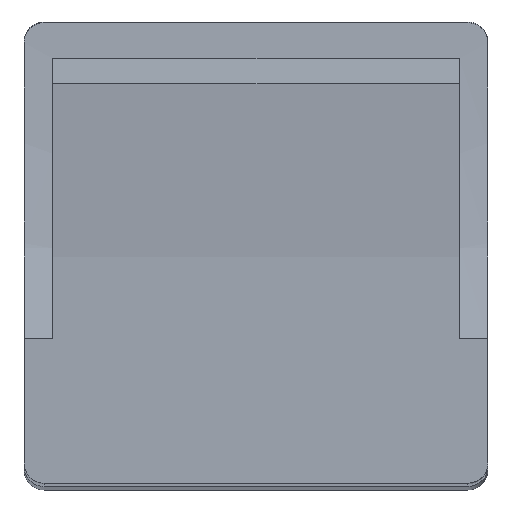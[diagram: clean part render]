
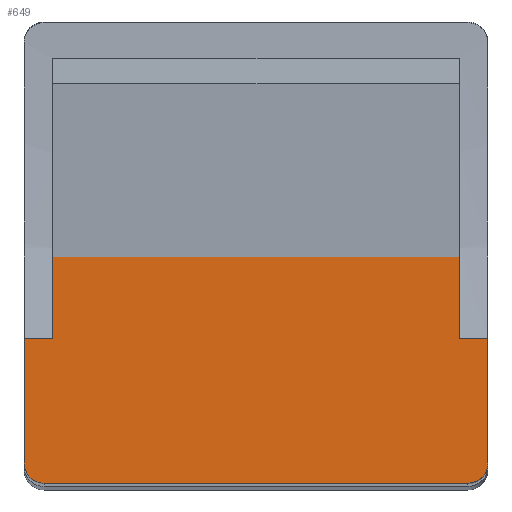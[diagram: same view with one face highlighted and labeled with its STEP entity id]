
A CAD part, front view. The second image highlights one B-rep face of the part: STEP entity #649.
In plain terms, the highlighted planar face has unit normal (0, -1, 0).
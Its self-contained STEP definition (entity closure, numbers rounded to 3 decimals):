
#46=ELLIPSE('',#6970,3.509,3.5);
#47=ELLIPSE('',#6971,3.509,3.5);
#277=PLANE('',#6972);
#649=ADVANCED_FACE('',(#1191),#277,.T.);
#1191=FACE_OUTER_BOUND('',#1587,.T.);
#1587=EDGE_LOOP('',(#3778,#3779,#3780,#3781,#3782,#3783,#3784,#3785,#3786,
#3787));
#3778=ORIENTED_EDGE('',*,*,#5228,.T.);
#3779=ORIENTED_EDGE('',*,*,#5242,.T.);
#3780=ORIENTED_EDGE('',*,*,#4809,.F.);
#3781=ORIENTED_EDGE('',*,*,#5243,.T.);
#3782=ORIENTED_EDGE('',*,*,#4815,.F.);
#3783=ORIENTED_EDGE('',*,*,#4803,.F.);
#3784=ORIENTED_EDGE('',*,*,#5241,.F.);
#3785=ORIENTED_EDGE('',*,*,#5239,.F.);
#3786=ORIENTED_EDGE('',*,*,#5240,.T.);
#3787=ORIENTED_EDGE('',*,*,#4799,.F.);
#4079=VERTEX_POINT('',#10047);
#4080=VERTEX_POINT('',#10049);
#4083=VERTEX_POINT('',#10055);
#4084=VERTEX_POINT('',#10057);
#4088=VERTEX_POINT('',#10084);
#4089=VERTEX_POINT('',#10085);
#4094=VERTEX_POINT('',#10097);
#4345=VERTEX_POINT('',#10981);
#4346=VERTEX_POINT('',#11008);
#4347=VERTEX_POINT('',#11010);
#4799=EDGE_CURVE('',#4079,#4080,#5481,.T.);
#4803=EDGE_CURVE('',#4083,#4084,#5483,.T.);
#4809=EDGE_CURVE('',#4088,#4089,#5487,.T.);
#4815=EDGE_CURVE('',#4084,#4094,#5493,.T.);
#5228=EDGE_CURVE('',#4079,#4345,#5706,.T.);
#5239=EDGE_CURVE('',#4347,#4346,#5713,.T.);
#5240=EDGE_CURVE('',#4347,#4080,#5714,.T.);
#5241=EDGE_CURVE('',#4346,#4083,#5715,.T.);
#5242=EDGE_CURVE('',#4345,#4089,#46,.T.);
#5243=EDGE_CURVE('',#4088,#4094,#47,.T.);
#5481=LINE('',#10048,#5953);
#5483=LINE('',#10056,#5955);
#5487=LINE('',#10083,#5959);
#5493=LINE('',#10096,#5965);
#5706=LINE('',#10982,#6178);
#5713=LINE('',#11011,#6185);
#5714=LINE('',#11013,#6186);
#5715=LINE('',#11015,#6187);
#5953=VECTOR('',#8006,1.);
#5955=VECTOR('',#8012,1.);
#5959=VECTOR('',#8022,1.);
#5965=VECTOR('',#8030,1.);
#6178=VECTOR('',#8957,1.);
#6185=VECTOR('',#9004,1.);
#6186=VECTOR('',#9007,1.);
#6187=VECTOR('',#9010,1.);
#6970=AXIS2_PLACEMENT_3D('',#11017,#9013,#9014);
#6971=AXIS2_PLACEMENT_3D('',#11018,#9015,#9016);
#6972=AXIS2_PLACEMENT_3D('',#11019,#9017,#9018);
#8006=DIRECTION('',(1.,0.,0.));
#8012=DIRECTION('',(1.,0.,0.));
#8022=DIRECTION('',(-1.,0.,0.));
#8030=DIRECTION('',(0.,0.,-1.));
#8957=DIRECTION('',(0.,0.,-1.));
#9004=DIRECTION('',(1.,0.,0.));
#9007=DIRECTION('',(0.,0.,-1.));
#9010=DIRECTION('',(0.,0.,-1.));
#9013=DIRECTION('',(0.,-1.,0.));
#9014=DIRECTION('',(0.,0.,1.));
#9015=DIRECTION('',(0.,-1.,0.));
#9016=DIRECTION('',(0.,0.,1.));
#9017=DIRECTION('',(0.,-1.,0.));
#9018=DIRECTION('',(0.,0.,-1.));
#10047=CARTESIAN_POINT('',(-5.,-9.791,20.647));
#10048=CARTESIAN_POINT('',(75.5,-9.791,20.647));
#10049=CARTESIAN_POINT('',(0.,-9.791,20.647));
#10055=CARTESIAN_POINT('',(70.5,-9.791,20.647));
#10056=CARTESIAN_POINT('',(75.5,-9.791,20.647));
#10057=CARTESIAN_POINT('',(75.5,-9.791,20.647));
#10083=CARTESIAN_POINT('',(75.5,-9.791,-4.414));
#10084=CARTESIAN_POINT('',(72.,-9.791,-4.414));
#10085=CARTESIAN_POINT('',(-1.5,-9.791,-4.414));
#10096=CARTESIAN_POINT('',(75.5,-9.791,20.647));
#10097=CARTESIAN_POINT('',(75.5,-9.791,-0.905));
#10981=CARTESIAN_POINT('',(-5.,-9.791,-0.905));
#10982=CARTESIAN_POINT('',(-5.,-9.791,74.704));
#11008=CARTESIAN_POINT('',(70.5,-9.791,65.647));
#11010=CARTESIAN_POINT('',(0.,-9.791,65.647));
#11011=CARTESIAN_POINT('',(-5.,-9.791,65.647));
#11013=CARTESIAN_POINT('',(0.,-9.791,66.069));
#11015=CARTESIAN_POINT('',(70.5,-9.791,66.069));
#11017=CARTESIAN_POINT('',(-1.5,-9.791,-0.905));
#11018=CARTESIAN_POINT('',(72.,-9.791,-0.905));
#11019=CARTESIAN_POINT('',(-5.,-9.791,65.647));
